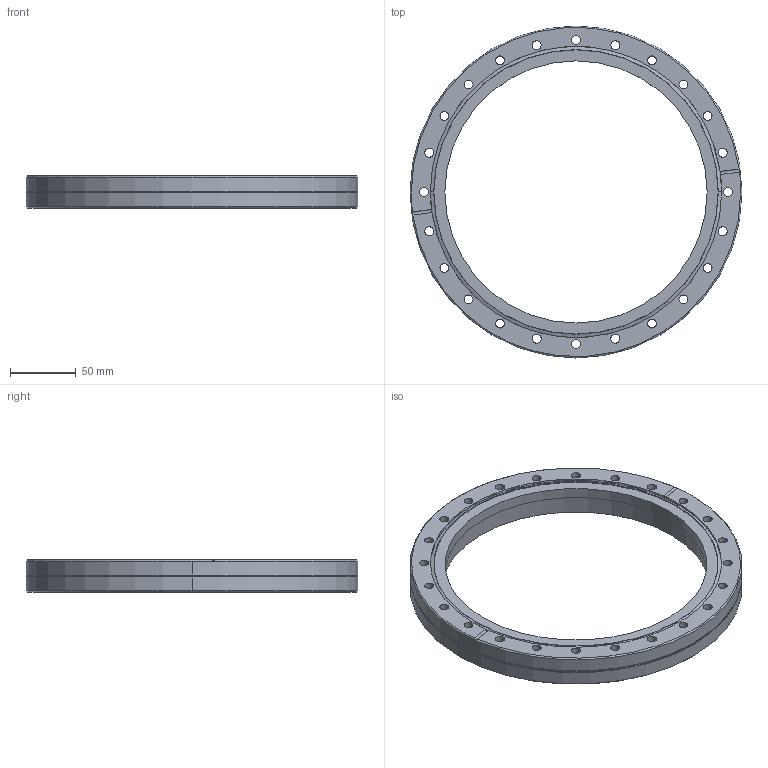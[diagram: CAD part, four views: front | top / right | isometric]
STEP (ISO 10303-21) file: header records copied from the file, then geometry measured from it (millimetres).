
FILE_DESCRIPTION (( 'STEP AP214' ), '1' );
FILE_NAME ('420FAN200-204-G.step', '2017-07-07T10:06:09', ( 'install' ), ( '' ), 'SwSTEP 2.0', 'SolidWorks 2015', '' );
FILE_SCHEMA (( 'AUTOMOTIVE_DESIGN' ));
Length unit declared in the file: millimetre
Products named in the file (1): 420FAN200-204-G
Bounding box: 253.2 x 253.2 x 24.5 mm (x, y, z)
Volume: 412502.1 mm3; surface area: 83681.2 mm2
Topology: 1 solids, 1 shells, 79 faces, 212 edges, 136 vertices
Faces by surface type: cylinder 60, cone 8, torus 6, plane 5
Entity records: 3254 total; most frequent: DIRECTION 506, CARTESIAN_POINT 492, ORIENTED_EDGE 424, AXIS2_PLACEMENT_3D 218, EDGE_CURVE 212, CIRCLE 138, VERTEX_POINT 136, EDGE_LOOP 130
